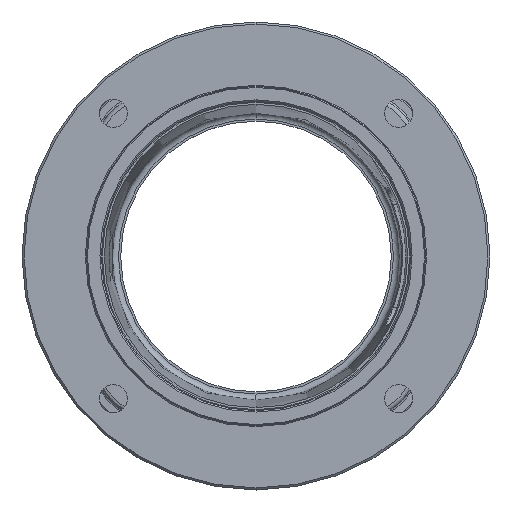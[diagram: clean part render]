
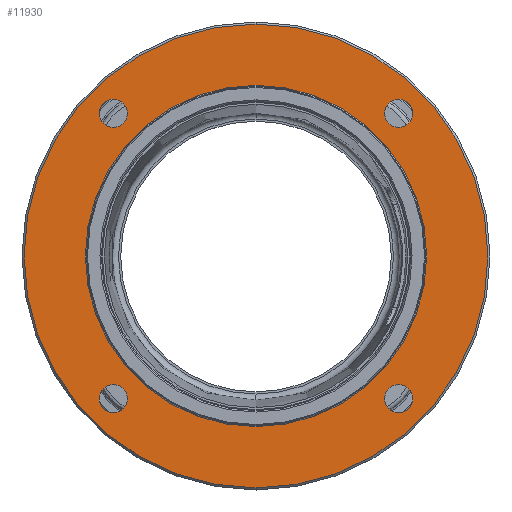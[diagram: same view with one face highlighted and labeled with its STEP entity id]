
A CAD part, top view. The second image highlights one B-rep face of the part: STEP entity #11930.
In plain terms, the highlighted planar face has unit normal (0, 0, 1).
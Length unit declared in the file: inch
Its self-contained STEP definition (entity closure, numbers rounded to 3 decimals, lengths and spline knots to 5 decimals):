
#12=CARTESIAN_POINT('',(0.,0.,-0.1825));
#13=DIRECTION('',(0.,0.,1.));
#14=DIRECTION('',(0.,1.,0.));
#15=AXIS2_PLACEMENT_3D('',#12,#13,#14);
#21=CARTESIAN_POINT('',(0.,0.,-0.1825));
#22=DIRECTION('',(0.,0.,-1.));
#23=DIRECTION('',(0.,1.,0.));
#24=AXIS2_PLACEMENT_3D('',#21,#22,#23);
#634=CARTESIAN_POINT('',(0.,0.,-0.1825));
#635=DIRECTION('',(0.,0.,1.));
#636=DIRECTION('',(0.,1.,0.));
#637=AXIS2_PLACEMENT_3D('',#634,#635,#636);
#639=CARTESIAN_POINT('',(0.,0.,-0.1825));
#640=DIRECTION('',(0.,0.,-1.));
#641=DIRECTION('',(0.,1.,0.));
#642=AXIS2_PLACEMENT_3D('',#639,#640,#641);
#644=CARTESIAN_POINT('',(-2.07713,2.07713,-0.1825));
#645=DIRECTION('',(0.,0.,-1.));
#646=DIRECTION('',(-0.707,0.707,0.));
#647=AXIS2_PLACEMENT_3D('',#644,#645,#646);
#654=CARTESIAN_POINT('',(-2.07713,2.07713,-0.1825));
#655=DIRECTION('',(0.,0.,-1.));
#656=DIRECTION('',(0.707,-0.707,0.));
#657=AXIS2_PLACEMENT_3D('',#654,#655,#656);
#680=CARTESIAN_POINT('',(-2.07713,-2.07713,-0.1825));
#681=DIRECTION('',(0.,0.,-1.));
#682=DIRECTION('',(-0.707,-0.707,0.));
#683=AXIS2_PLACEMENT_3D('',#680,#681,#682);
#690=CARTESIAN_POINT('',(-2.07713,-2.07713,-0.1825));
#691=DIRECTION('',(0.,0.,-1.));
#692=DIRECTION('',(0.707,0.707,0.));
#693=AXIS2_PLACEMENT_3D('',#690,#691,#692);
#716=CARTESIAN_POINT('',(2.07713,-2.07713,-0.1825));
#717=DIRECTION('',(0.,0.,-1.));
#718=DIRECTION('',(0.707,-0.707,0.));
#719=AXIS2_PLACEMENT_3D('',#716,#717,#718);
#726=CARTESIAN_POINT('',(2.07713,-2.07713,-0.1825));
#727=DIRECTION('',(0.,0.,-1.));
#728=DIRECTION('',(-0.707,0.707,0.));
#729=AXIS2_PLACEMENT_3D('',#726,#727,#728);
#752=CARTESIAN_POINT('',(2.07713,2.07713,-0.1825));
#753=DIRECTION('',(0.,0.,-1.));
#754=DIRECTION('',(0.707,0.707,0.));
#755=AXIS2_PLACEMENT_3D('',#752,#753,#754);
#762=CARTESIAN_POINT('',(2.07713,2.07713,-0.1825));
#763=DIRECTION('',(0.,0.,-1.));
#764=DIRECTION('',(-0.707,-0.707,0.));
#765=AXIS2_PLACEMENT_3D('',#762,#763,#764);
#10793=CARTESIAN_POINT('',(0.,3.375,-0.1825));
#10794=CARTESIAN_POINT('',(0.,-3.375,-0.1825));
#10795=VERTEX_POINT('',#10793);
#10796=VERTEX_POINT('',#10794);
#10801=CARTESIAN_POINT('',(-2.22208,2.22208,-0.1825));
#10802=CARTESIAN_POINT('',(-1.93217,1.93217,-0.1825));
#10803=VERTEX_POINT('',#10801);
#10804=VERTEX_POINT('',#10802);
#10805=CARTESIAN_POINT('',(-2.22208,-2.22208,-0.1825));
#10806=CARTESIAN_POINT('',(-1.93217,-1.93217,-0.1825));
#10807=VERTEX_POINT('',#10805);
#10808=VERTEX_POINT('',#10806);
#10809=CARTESIAN_POINT('',(2.22208,-2.22208,-0.1825));
#10810=CARTESIAN_POINT('',(1.93217,-1.93217,-0.1825));
#10811=VERTEX_POINT('',#10809);
#10812=VERTEX_POINT('',#10810);
#10813=CARTESIAN_POINT('',(2.22208,2.22208,-0.1825));
#10814=CARTESIAN_POINT('',(1.93217,1.93217,-0.1825));
#10815=VERTEX_POINT('',#10813);
#10816=VERTEX_POINT('',#10814);
#10817=CARTESIAN_POINT('',(0.,2.483,-0.1825));
#10818=VERTEX_POINT('',#10817);
#10819=CARTESIAN_POINT('',(0.,-2.483,-0.1825));
#10820=VERTEX_POINT('',#10819);
#11893=CARTESIAN_POINT('',(0.,0.,-0.1825));
#11894=DIRECTION('',(0.,0.,1.));
#11895=DIRECTION('',(0.,1.,0.));
#11896=AXIS2_PLACEMENT_3D('',#11893,#11894,#11895);
#11897=PLANE('',#11896);
#11898=ORIENTED_EDGE('',*,*,#10944,.T.);
#11899=ORIENTED_EDGE('',*,*,#10929,.F.);
#11900=EDGE_LOOP('',(#11898,#11899));
#11901=FACE_OUTER_BOUND('',#11900,.F.);
#11902=ORIENTED_EDGE('',*,*,#11875,.T.);
#11903=ORIENTED_EDGE('',*,*,#11886,.F.);
#11904=EDGE_LOOP('',(#11902,#11903));
#11905=FACE_BOUND('',#11904,.F.);
#11907=ORIENTED_EDGE('',*,*,#11906,.F.);
#11909=ORIENTED_EDGE('',*,*,#11908,.F.);
#11910=EDGE_LOOP('',(#11907,#11909));
#11911=FACE_BOUND('',#11910,.F.);
#11913=ORIENTED_EDGE('',*,*,#11912,.F.);
#11915=ORIENTED_EDGE('',*,*,#11914,.F.);
#11916=EDGE_LOOP('',(#11913,#11915));
#11917=FACE_BOUND('',#11916,.F.);
#11919=ORIENTED_EDGE('',*,*,#11918,.F.);
#11921=ORIENTED_EDGE('',*,*,#11920,.F.);
#11922=EDGE_LOOP('',(#11919,#11921));
#11923=FACE_BOUND('',#11922,.F.);
#11925=ORIENTED_EDGE('',*,*,#11924,.F.);
#11927=ORIENTED_EDGE('',*,*,#11926,.F.);
#11928=EDGE_LOOP('',(#11925,#11927));
#11929=FACE_BOUND('',#11928,.F.);
#11930=ADVANCED_FACE('',(#11901,#11905,#11911,#11917,#11923,#11929),#11897,.T.);
#16=CIRCLE('',#15,3.375);
#25=CIRCLE('',#24,3.375);
#638=CIRCLE('',#637,2.483);
#643=CIRCLE('',#642,2.483);
#648=CIRCLE('',#647,0.205);
#658=CIRCLE('',#657,0.205);
#684=CIRCLE('',#683,0.205);
#694=CIRCLE('',#693,0.205);
#720=CIRCLE('',#719,0.205);
#730=CIRCLE('',#729,0.205);
#756=CIRCLE('',#755,0.205);
#766=CIRCLE('',#765,0.205);
#10929=EDGE_CURVE('',#10795,#10796,#16,.T.);
#10944=EDGE_CURVE('',#10795,#10796,#25,.T.);
#11875=EDGE_CURVE('',#10818,#10820,#638,.T.);
#11886=EDGE_CURVE('',#10818,#10820,#643,.T.);
#11906=EDGE_CURVE('',#10803,#10804,#648,.T.);
#11908=EDGE_CURVE('',#10804,#10803,#658,.T.);
#11912=EDGE_CURVE('',#10807,#10808,#684,.T.);
#11914=EDGE_CURVE('',#10808,#10807,#694,.T.);
#11918=EDGE_CURVE('',#10811,#10812,#720,.T.);
#11920=EDGE_CURVE('',#10812,#10811,#730,.T.);
#11924=EDGE_CURVE('',#10815,#10816,#756,.T.);
#11926=EDGE_CURVE('',#10816,#10815,#766,.T.);
